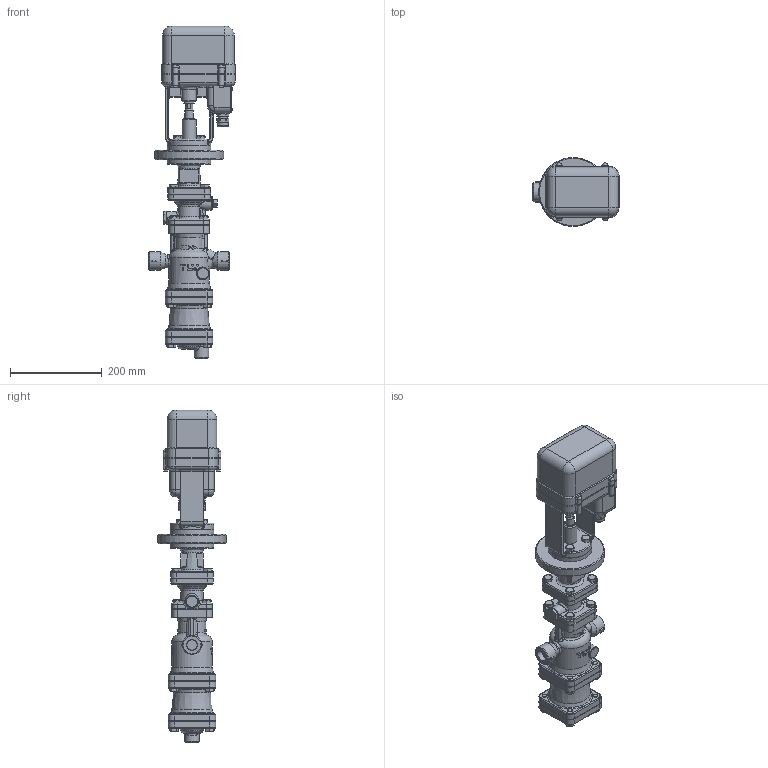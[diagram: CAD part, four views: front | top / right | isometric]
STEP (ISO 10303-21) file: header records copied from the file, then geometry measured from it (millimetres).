
FILE_DESCRIPTION((''),'2;1');
FILE_NAME('ccs3x-020-screw-00.stp','2010-06-24T11:06:30',('nakaot'),(''),'Autodesk Inventor 2008','Autodesk Inventor 2008','');
FILE_SCHEMA(('AUTOMOTIVE_DESIGN { 1 0 10303 214 1 1 1 1 }'));
Length unit declared in the file: millimetre
Products named in the file (1): ccs3x-020-screw-00
Bounding box: 187.5 x 150 x 722 mm (x, y, z)
Volume: 5648675.3 mm3; surface area: 489128.3 mm2
Topology: 7 solids, 7 shells, 1438 faces, 3410 edges, 2062 vertices
Faces by surface type: plane 571, cylinder 351, bspline 296, cone 129, torus 67, sphere 24
Full cylindrical faces by diameter (mm): 4.6 x4, 5.3 x4, 6 x4, 7 x4, 10 x40, 18 x1, 20 x2, 23 x1, 24 x2, 26 x1, 30 x1, 30.1 x1, 32 x2, 41 x2, 45 x1, 50.5 x1, 60 x1, 70 x1, 80 x1, 88 x1, 90 x1, 95 x3, 150 x1
Entity records: 71294 total; most frequent: CARTESIAN_POINT 41098, ORIENTED_EDGE 6276, DIRECTION 5894, EDGE_CURVE 3138, AXIS2_PLACEMENT_3D 2327, VERTEX_POINT 2014, EDGE_LOOP 1798, FACE_OUTER_BOUND 1438
